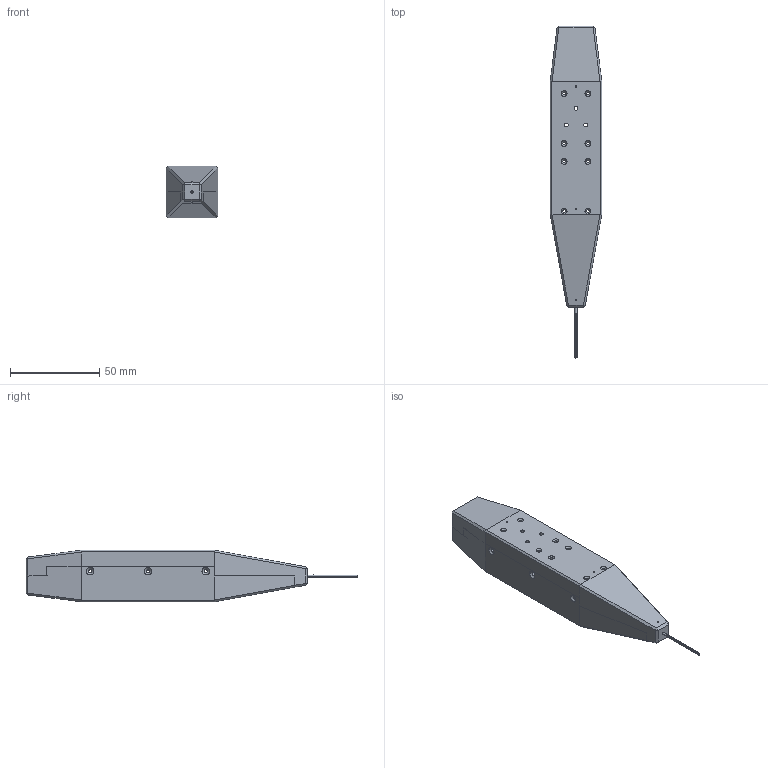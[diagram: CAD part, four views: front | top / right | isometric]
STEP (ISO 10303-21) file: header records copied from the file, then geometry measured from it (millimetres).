
FILE_DESCRIPTION (( 'STEP AP214' ), '1' );
FILE_NAME ('Insertion_Tool_shell.STEP', '2017-06-08T17:13:38', ( 'Windows User' ), ( '' ), 'SwSTEP 2.0', 'SolidWorks 2014', '' );
FILE_SCHEMA (( 'AUTOMOTIVE_DESIGN' ));
Length unit declared in the file: millimetre
Products named in the file (3): Hypo_Tube_18XT_MedElFlex; Insertion_Tool_shell; Casing
Assembly tree (2 placements, depth 2):
  Insertion_Tool_shell
    Hypo_Tube_18XT_MedElFlex
    Casing
Bounding box: 29 x 186.49 x 29 mm (x, y, z)
Volume: 50799.7 mm3; surface area: 33198.1 mm2
Topology: 3 solids, 3 shells, 273 faces, 692 edges, 428 vertices
Faces by surface type: plane 117, cylinder 96, cone 60
Entity records: 8450 total; most frequent: DIRECTION 1479, CARTESIAN_POINT 1473, ORIENTED_EDGE 1384, EDGE_CURVE 692, AXIS2_PLACEMENT_3D 534, VERTEX_POINT 428, LINE 411, VECTOR 411
